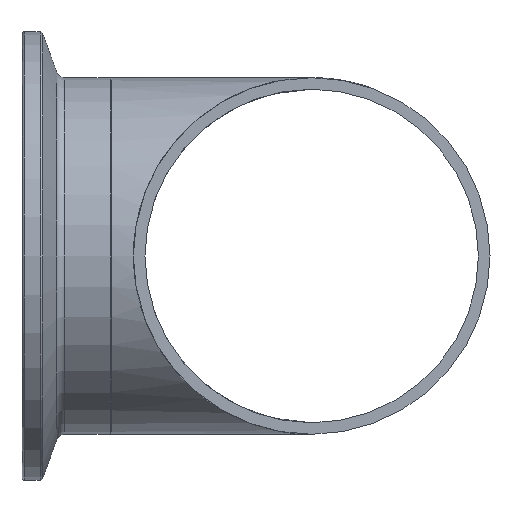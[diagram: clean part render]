
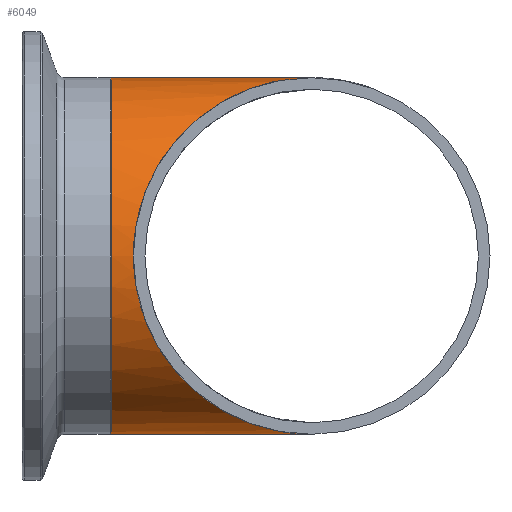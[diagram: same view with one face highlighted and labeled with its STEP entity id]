
A CAD part, left-side view. The second image highlights one B-rep face of the part: STEP entity #6049.
In plain terms, the highlighted cylindrical face has radius 25.4 mm (diameter 50.8 mm), a full revolution.
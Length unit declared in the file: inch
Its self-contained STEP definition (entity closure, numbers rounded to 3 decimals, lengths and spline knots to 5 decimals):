
#80=ELLIPSE('',#6374,1.41421,1.);
#81=ELLIPSE('',#6375,1.41421,1.);
#138=FACE_BOUND('',#1155,.T.);
#767=FACE_OUTER_BOUND('',#1154,.T.);
#1154=EDGE_LOOP('',(#5641));
#1155=EDGE_LOOP('',(#5642,#5643));
#2399=CIRCLE('',#6416,1.);
#2975=VERTEX_POINT('',#13126);
#2976=VERTEX_POINT('',#13127);
#2996=VERTEX_POINT('',#13189);
#3860=EDGE_CURVE('',#2975,#2976,#80,.T.);
#3861=EDGE_CURVE('',#2976,#2975,#81,.T.);
#3881=EDGE_CURVE('',#2996,#2996,#2399,.T.);
#5641=ORIENTED_EDGE('',*,*,#3881,.T.);
#5642=ORIENTED_EDGE('',*,*,#3861,.F.);
#5643=ORIENTED_EDGE('',*,*,#3860,.F.);
#5690=CYLINDRICAL_SURFACE('',#6422,1.);
#6049=ADVANCED_FACE('',(#767,#138),#5690,.T.);
#6374=AXIS2_PLACEMENT_3D('',#13128,#7479,#7480);
#6375=AXIS2_PLACEMENT_3D('',#13129,#7481,#7482);
#6416=AXIS2_PLACEMENT_3D('',#13190,#7563,#7564);
#6422=AXIS2_PLACEMENT_3D('',#13199,#7575,#7576);
#7479=DIRECTION('center_axis',(0.707,-0.707,0.));
#7480=DIRECTION('ref_axis',(-0.707,-0.707,0.));
#7481=DIRECTION('center_axis',(-0.707,-0.707,0.));
#7482=DIRECTION('ref_axis',(-0.707,0.707,0.));
#7563=DIRECTION('center_axis',(0.,-1.,0.));
#7564=DIRECTION('ref_axis',(-1.,0.,0.));
#7575=DIRECTION('center_axis',(0.,1.,0.));
#7576=DIRECTION('ref_axis',(-1.,0.,0.));
#13126=CARTESIAN_POINT('',(-0.00802,0.,-1.));
#13127=CARTESIAN_POINT('',(-0.00802,0.,1.));
#13128=CARTESIAN_POINT('Origin',(-0.00802,0.,
0.));
#13129=CARTESIAN_POINT('Origin',(-0.00802,0.,
0.));
#13189=CARTESIAN_POINT('',(0.99198,1.1245,0.));
#13190=CARTESIAN_POINT('Origin',(-0.00802,1.1245,0.));
#13199=CARTESIAN_POINT('Origin',(-0.00802,1.03125,0.));
